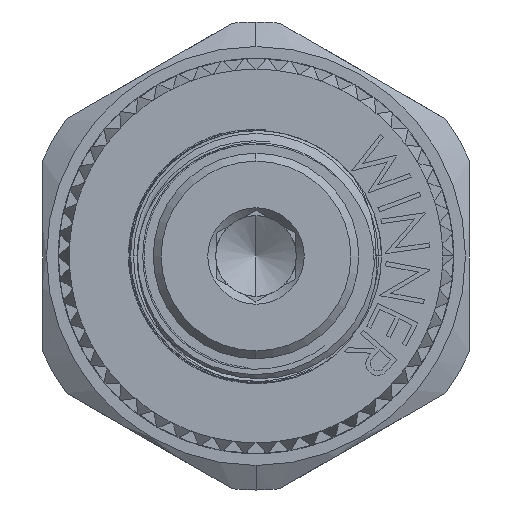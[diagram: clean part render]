
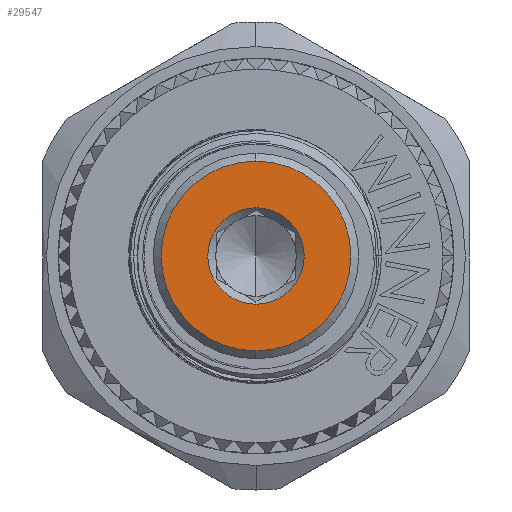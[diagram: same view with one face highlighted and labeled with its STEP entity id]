
A CAD part, left-side view. The second image highlights one B-rep face of the part: STEP entity #29547.
In plain terms, the highlighted planar face has unit normal (-1, 0, 0).
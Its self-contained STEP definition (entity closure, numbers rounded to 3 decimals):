
#800 = AXIS2_PLACEMENT_3D ( 'NONE', #43524, #4019, #20076 ) ;
#1902 = EDGE_CURVE ( 'NONE', #31122, #8292, #20659, .T. ) ;
#1978 = PLANE ( 'NONE',  #32907 ) ;
#2446 = CARTESIAN_POINT ( 'NONE',  ( -122.14, 0., 0. ) ) ;
#3790 = FACE_BOUND ( 'NONE', #6251, .T. ) ;
#4019 = DIRECTION ( 'NONE',  ( 1., 0., 0. ) ) ;
#4463 = EDGE_CURVE ( 'NONE', #9268, #41919, #16234, .T. ) ;
#6251 = EDGE_LOOP ( 'NONE', ( #24093, #6638 ) ) ;
#6372 = DIRECTION ( 'NONE',  ( 1., 0., 0. ) ) ;
#6638 = ORIENTED_EDGE ( 'NONE', *, *, #29350, .T. ) ;
#8292 = VERTEX_POINT ( 'NONE', #34903 ) ;
#8638 = AXIS2_PLACEMENT_3D ( 'NONE', #29700, #33114, #13771 ) ;
#9268 = VERTEX_POINT ( 'NONE', #35553 ) ;
#12675 = ORIENTED_EDGE ( 'NONE', *, *, #40585, .T. ) ;
#13771 = DIRECTION ( 'NONE',  ( 0., 0., -1. ) ) ;
#13952 = CARTESIAN_POINT ( 'NONE',  ( -122.14, 0., 0. ) ) ;
#14312 = DIRECTION ( 'NONE',  ( 0., 0., -1. ) ) ;
#16234 = CIRCLE ( 'NONE', #32512, 3.05 ) ;
#17876 = DIRECTION ( 'NONE',  ( -1., 0., 0. ) ) ;
#20076 = DIRECTION ( 'NONE',  ( 0., 0., -1. ) ) ;
#20659 = CIRCLE ( 'NONE', #47217, 6. ) ;
#21430 = DIRECTION ( 'NONE',  ( 0., 0., -1. ) ) ;
#23355 = CIRCLE ( 'NONE', #800, 3.05 ) ;
#24093 = ORIENTED_EDGE ( 'NONE', *, *, #4463, .T. ) ;
#25678 = CARTESIAN_POINT ( 'NONE',  ( -122.14, 6.5, 0. ) ) ;
#29350 = EDGE_CURVE ( 'NONE', #41919, #9268, #23355, .T. ) ;
#29547 = ADVANCED_FACE ( 'NONE', ( #3790, #30679 ), #1978, .F. ) ;
#29700 = CARTESIAN_POINT ( 'NONE',  ( -122.14, 0., 0. ) ) ;
#30679 = FACE_OUTER_BOUND ( 'NONE', #35760, .T. ) ;
#31122 = VERTEX_POINT ( 'NONE', #35903 ) ;
#32512 = AXIS2_PLACEMENT_3D ( 'NONE', #2446, #6372, #33721 ) ;
#32907 = AXIS2_PLACEMENT_3D ( 'NONE', #25678, #49014, #21430 ) ;
#33114 = DIRECTION ( 'NONE',  ( -1., 0., 0. ) ) ;
#33721 = DIRECTION ( 'NONE',  ( 0., 0., -1. ) ) ;
#34903 = CARTESIAN_POINT ( 'NONE',  ( -122.14, 0., -6. ) ) ;
#35553 = CARTESIAN_POINT ( 'NONE',  ( -122.14, 0., 3.05 ) ) ;
#35760 = EDGE_LOOP ( 'NONE', ( #12675, #38126 ) ) ;
#35903 = CARTESIAN_POINT ( 'NONE',  ( -122.14, 0., 6. ) ) ;
#38126 = ORIENTED_EDGE ( 'NONE', *, *, #1902, .T. ) ;
#40585 = EDGE_CURVE ( 'NONE', #8292, #31122, #45651, .T. ) ;
#41919 = VERTEX_POINT ( 'NONE', #44367 ) ;
#43524 = CARTESIAN_POINT ( 'NONE',  ( -122.14, 0., 0. ) ) ;
#44367 = CARTESIAN_POINT ( 'NONE',  ( -122.14, 0., -3.05 ) ) ;
#45651 = CIRCLE ( 'NONE', #8638, 6. ) ;
#47217 = AXIS2_PLACEMENT_3D ( 'NONE', #13952, #17876, #14312 ) ;
#49014 = DIRECTION ( 'NONE',  ( 1., 0., 0. ) ) ;
